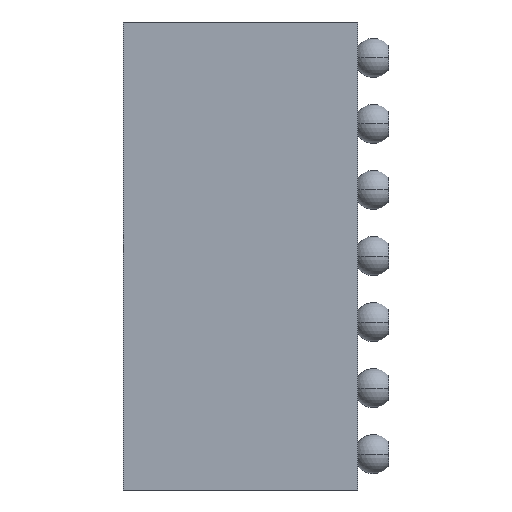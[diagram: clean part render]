
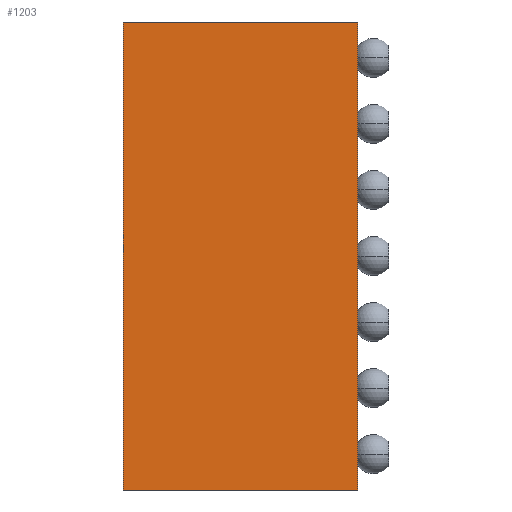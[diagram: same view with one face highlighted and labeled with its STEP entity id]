
A CAD part, left-side view. The second image highlights one B-rep face of the part: STEP entity #1203.
In plain terms, the highlighted planar face has unit normal (-1, 0, 0).
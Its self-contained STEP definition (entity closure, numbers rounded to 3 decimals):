
#11 = CARTESIAN_POINT ( 'NONE',  ( -7.5, 4.51, -4.5 ) ) ;
#37 = CARTESIAN_POINT ( 'NONE',  ( -7.5, 4.51, 4.5 ) ) ;
#49 = AXIS2_PLACEMENT_3D ( 'NONE', #37, #752, #965 ) ;
#85 = VERTEX_POINT ( 'NONE', #1000 ) ;
#247 = LINE ( 'NONE', #456, #288 ) ;
#288 = VECTOR ( 'NONE', #572, 1000. ) ;
#307 = CARTESIAN_POINT ( 'NONE',  ( -7.5, 4.51, -4.5 ) ) ;
#345 = LINE ( 'NONE', #441, #917 ) ;
#365 = FACE_OUTER_BOUND ( 'NONE', #520, .T. ) ;
#368 = EDGE_CURVE ( 'NONE', #409, #85, #699, .T. ) ;
#406 = ORIENTED_EDGE ( 'NONE', *, *, #488, .F. ) ;
#409 = VERTEX_POINT ( 'NONE', #307 ) ;
#441 = CARTESIAN_POINT ( 'NONE',  ( -7.5, 4.51, 4.5 ) ) ;
#456 = CARTESIAN_POINT ( 'NONE',  ( -7.5, 0., 4.5 ) ) ;
#488 = EDGE_CURVE ( 'NONE', #409, #805, #518, .T. ) ;
#518 = LINE ( 'NONE', #1105, #542 ) ;
#520 = EDGE_LOOP ( 'NONE', ( #1011, #679, #406, #796 ) ) ;
#542 = VECTOR ( 'NONE', #614, 1000. ) ;
#568 = VECTOR ( 'NONE', #919, 1000. ) ;
#572 = DIRECTION ( 'NONE',  ( 0., 0., 1. ) ) ;
#614 = DIRECTION ( 'NONE',  ( 0., 0., 1. ) ) ;
#649 = DIRECTION ( 'NONE',  ( 0., -1., 0. ) ) ;
#679 = ORIENTED_EDGE ( 'NONE', *, *, #738, .F. ) ;
#699 = LINE ( 'NONE', #11, #568 ) ;
#710 = VERTEX_POINT ( 'NONE', #837 ) ;
#738 = EDGE_CURVE ( 'NONE', #805, #710, #345, .T. ) ;
#743 = CARTESIAN_POINT ( 'NONE',  ( -7.5, 4.51, 4.5 ) ) ;
#752 = DIRECTION ( 'NONE',  ( 1., 0., 0. ) ) ;
#796 = ORIENTED_EDGE ( 'NONE', *, *, #368, .T. ) ;
#805 = VERTEX_POINT ( 'NONE', #743 ) ;
#837 = CARTESIAN_POINT ( 'NONE',  ( -7.5, 0., 4.5 ) ) ;
#879 = EDGE_CURVE ( 'NONE', #85, #710, #247, .T. ) ;
#917 = VECTOR ( 'NONE', #649, 1000. ) ;
#919 = DIRECTION ( 'NONE',  ( 0., -1., 0. ) ) ;
#965 = DIRECTION ( 'NONE',  ( 0., 0., -1. ) ) ;
#1000 = CARTESIAN_POINT ( 'NONE',  ( -7.5, 0., -4.5 ) ) ;
#1011 = ORIENTED_EDGE ( 'NONE', *, *, #879, .T. ) ;
#1079 = PLANE ( 'NONE',  #49 ) ;
#1105 = CARTESIAN_POINT ( 'NONE',  ( -7.5, 4.51, 4.5 ) ) ;
#1203 = ADVANCED_FACE ( 'NONE', ( #365 ), #1079, .F. ) ;
